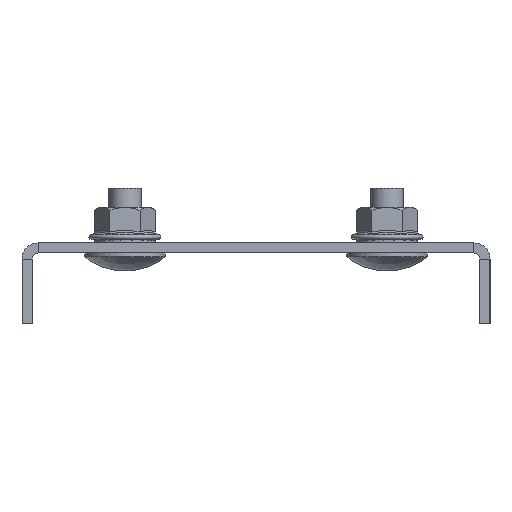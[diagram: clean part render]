
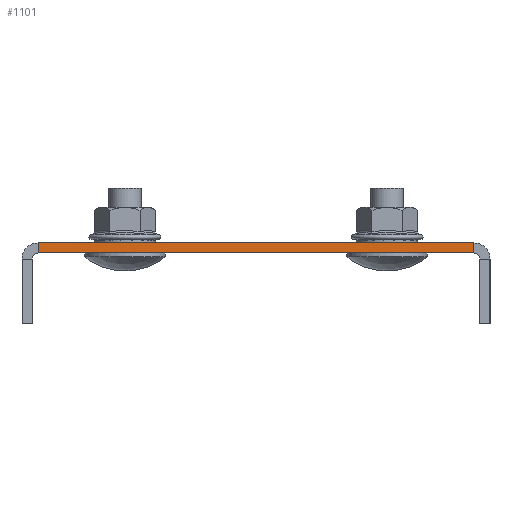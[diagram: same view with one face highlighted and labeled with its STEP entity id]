
A CAD part, left-side view. The second image highlights one B-rep face of the part: STEP entity #1101.
In plain terms, the highlighted planar face has unit normal (-1, 0, 0).
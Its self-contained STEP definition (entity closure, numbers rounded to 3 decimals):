
#172 = CARTESIAN_POINT ( 'NONE',  ( -250., 4., 0. ) ) ;
#1070 = VERTEX_POINT ( 'NONE', #172 ) ;
#1101 = ADVANCED_FACE ( 'NONE', ( #11574 ), #5224, .T. ) ;
#1494 = ORIENTED_EDGE ( 'NONE', *, *, #2328, .T. ) ;
#1510 = VERTEX_POINT ( 'NONE', #3522 ) ;
#2140 = EDGE_LOOP ( 'NONE', ( #10213, #4454, #8345, #1494 ) ) ;
#2189 = VECTOR ( 'NONE', #7457, 1000. ) ;
#2217 = DIRECTION ( 'NONE',  ( 0., 1., 0. ) ) ;
#2328 = EDGE_CURVE ( 'NONE', #2842, #1070, #10712, .T. ) ;
#2345 = EDGE_CURVE ( 'NONE', #1070, #1510, #11569, .T. ) ;
#2470 = CARTESIAN_POINT ( 'NONE',  ( -250., 113.5, -4. ) ) ;
#2842 = VERTEX_POINT ( 'NONE', #9105 ) ;
#3522 = CARTESIAN_POINT ( 'NONE',  ( -250., 112., 0. ) ) ;
#3745 = LINE ( 'NONE', #9230, #2189 ) ;
#4195 = DIRECTION ( 'NONE',  ( 0., 0., 1. ) ) ;
#4316 = DIRECTION ( 'NONE',  ( -1., 0., 0. ) ) ;
#4379 = DIRECTION ( 'NONE',  ( 0., 0., 1. ) ) ;
#4454 = ORIENTED_EDGE ( 'NONE', *, *, #4544, .T. ) ;
#4544 = EDGE_CURVE ( 'NONE', #1510, #6851, #10551, .T. ) ;
#5224 = PLANE ( 'NONE',  #9374 ) ;
#6851 = VERTEX_POINT ( 'NONE', #10680 ) ;
#6856 = VECTOR ( 'NONE', #6931, 1000. ) ;
#6931 = DIRECTION ( 'NONE',  ( 0., 0., -1. ) ) ;
#6968 = CARTESIAN_POINT ( 'NONE',  ( -250., 4., -2.5 ) ) ;
#7457 = DIRECTION ( 'NONE',  ( 0., 1., 0. ) ) ;
#7962 = CARTESIAN_POINT ( 'NONE',  ( -250., 112., 0. ) ) ;
#8345 = ORIENTED_EDGE ( 'NONE', *, *, #9863, .F. ) ;
#9105 = CARTESIAN_POINT ( 'NONE',  ( -250., 4., -2.5 ) ) ;
#9230 = CARTESIAN_POINT ( 'NONE',  ( -250., 0., -2.5 ) ) ;
#9362 = VECTOR ( 'NONE', #4379, 1000. ) ;
#9374 = AXIS2_PLACEMENT_3D ( 'NONE', #2470, #4316, #4195 ) ;
#9781 = CARTESIAN_POINT ( 'NONE',  ( -250., 0., 0. ) ) ;
#9863 = EDGE_CURVE ( 'NONE', #2842, #6851, #3745, .T. ) ;
#10213 = ORIENTED_EDGE ( 'NONE', *, *, #2345, .T. ) ;
#10551 = LINE ( 'NONE', #7962, #6856 ) ;
#10680 = CARTESIAN_POINT ( 'NONE',  ( -250., 112., -2.5 ) ) ;
#10712 = LINE ( 'NONE', #6968, #9362 ) ;
#11569 = LINE ( 'NONE', #9781, #11918 ) ;
#11574 = FACE_OUTER_BOUND ( 'NONE', #2140, .T. ) ;
#11918 = VECTOR ( 'NONE', #2217, 1000. ) ;
